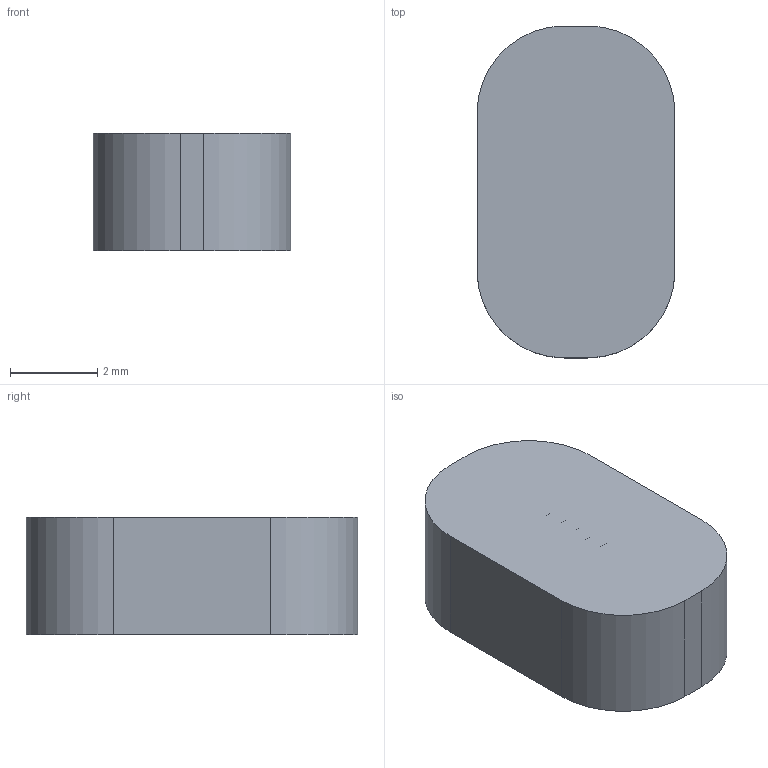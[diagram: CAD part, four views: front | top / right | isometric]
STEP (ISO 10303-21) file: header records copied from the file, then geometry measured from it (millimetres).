
FILE_DESCRIPTION (( 'STEP AP214' ), '1' );
FILE_NAME ('l8.STEP', '2023-08-16T13:37:03', ( '' ), ( '' ), 'SwSTEP 2.0', 'SolidWorks 2022', '' );
FILE_SCHEMA (( 'AUTOMOTIVE_DESIGN' ));
Length unit declared in the file: millimetre
Products named in the file (1): l8
Bounding box: 4.55 x 7.62 x 2.7 mm (x, y, z)
Volume: 84.3 mm3; surface area: 185.3 mm2
Topology: 2 solids, 2 shells, 50 faces, 128 edges, 82 vertices
Faces by surface type: plane 36, cylinder 10, bspline 4
Entity records: 3465 total; most frequent: CARTESIAN_POINT 2205, ORIENTED_EDGE 256, DIRECTION 248, EDGE_CURVE 128, VECTOR 94, LINE 94, VERTEX_POINT 82, AXIS2_PLACEMENT_3D 77
